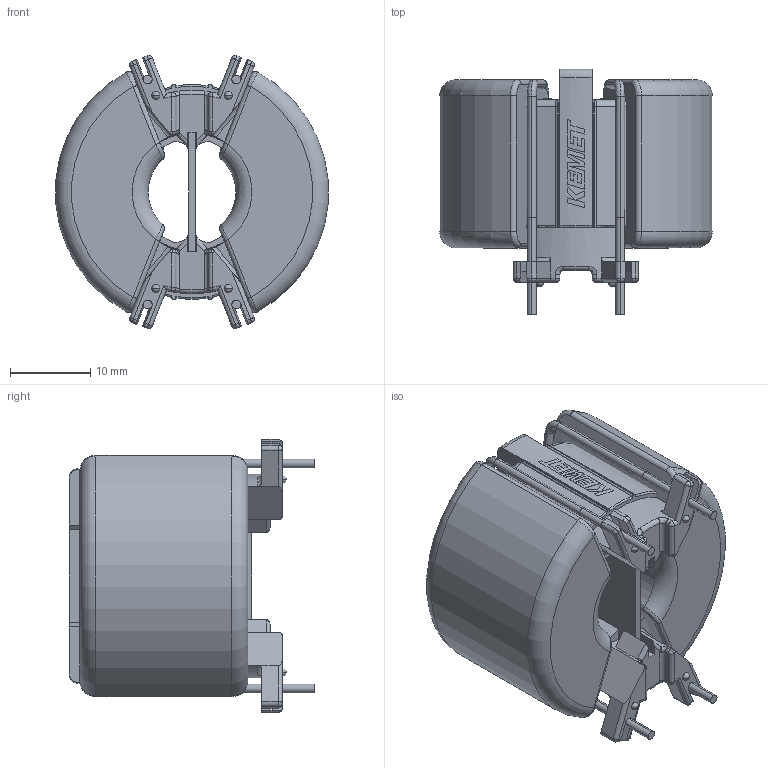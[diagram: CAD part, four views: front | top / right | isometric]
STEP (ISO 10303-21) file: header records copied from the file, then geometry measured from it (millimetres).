
FILE_DESCRIPTION (( 'STEP AP214' ), '1' );
FILE_NAME ('SC-06-E70JKH.STEP', '2019-01-30T04:29:57', ( '' ), ( '' ), 'SwSTEP 2.0', 'SolidWorks 2018', '' );
FILE_SCHEMA (( 'AUTOMOTIVE_DESIGN' ));
Length unit declared in the file: millimetre
Products named in the file (1): SC-06-E70JKH
Bounding box: 33.88 x 30.5 x 34 mm (x, y, z)
Volume: 18817.6 mm3; surface area: 13036.3 mm2
Topology: 4 solids, 4 shells, 443 faces, 1158 edges, 717 vertices
Faces by surface type: plane 160, cylinder 159, torus 54, bspline 38, sphere 24, cone 8
Entity records: 19763 total; most frequent: CARTESIAN_POINT 4576, ORIENTED_EDGE 2252, DIRECTION 2081, EDGE_CURVE 1126, AXIS2_PLACEMENT_3D 804, VERTEX_POINT 705, VECTOR 473, LINE 473
